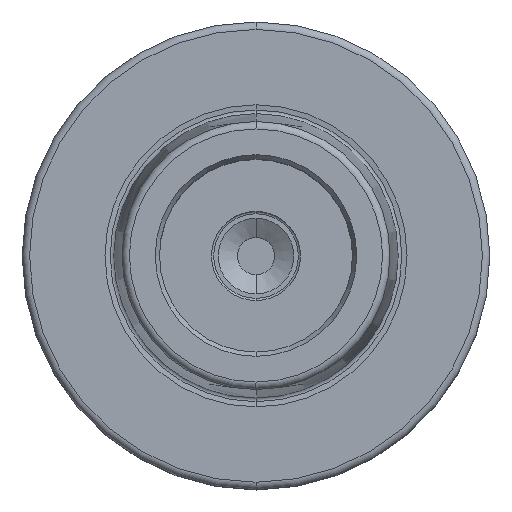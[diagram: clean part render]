
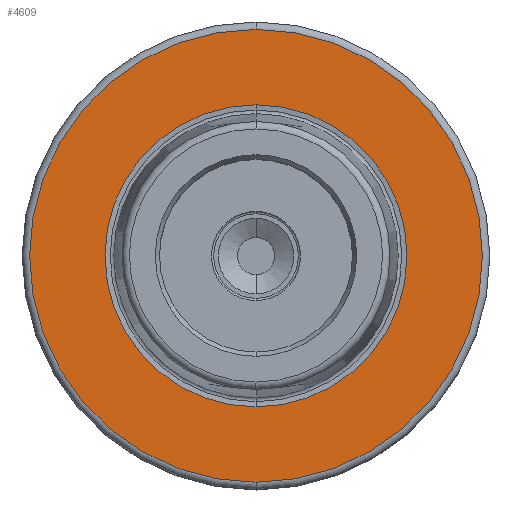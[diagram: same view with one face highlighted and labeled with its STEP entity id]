
A CAD part, top view. The second image highlights one B-rep face of the part: STEP entity #4609.
In plain terms, the highlighted planar face has unit normal (0, 0, 1).
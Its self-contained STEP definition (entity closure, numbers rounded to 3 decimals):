
#168=CARTESIAN_POINT('',(0,0,26));
#169=DIRECTION('',(0,0,1));
#170=DIRECTION('',(0,1,0));
#171=AXIS2_PLACEMENT_3D('',#168,#169,#170);
#173=CARTESIAN_POINT('',(0,0,26));
#174=DIRECTION('',(0,0,1));
#175=DIRECTION('',(0,-1,0));
#176=AXIS2_PLACEMENT_3D('',#173,#174,#175);
#186=CARTESIAN_POINT('',(0,0,26));
#187=DIRECTION('',(0,0,1));
#188=DIRECTION('',(0,1,0));
#189=AXIS2_PLACEMENT_3D('',#186,#187,#188);
#191=CARTESIAN_POINT('',(0,0,26));
#192=DIRECTION('',(0,0,-1));
#193=DIRECTION('',(0,1,0));
#194=AXIS2_PLACEMENT_3D('',#191,#192,#193);
#3738=CARTESIAN_POINT('',(0,20.344,26));
#3740=VERTEX_POINT('',#3738);
#3768=CARTESIAN_POINT('',(0,-20.344,26));
#3770=VERTEX_POINT('',#3768);
#3814=CARTESIAN_POINT('',(0,30.5,26));
#3815=CARTESIAN_POINT('',(0,-30.5,26));
#3816=VERTEX_POINT('',#3814);
#3817=VERTEX_POINT('',#3815);
#4593=CARTESIAN_POINT('',(0,0,26));
#4594=DIRECTION('',(0,0,-1));
#4595=DIRECTION('',(0,-1,0));
#4596=AXIS2_PLACEMENT_3D('',#4593,#4594,#4595);
#4597=PLANE('',#4596);
#4599=ORIENTED_EDGE('',*,*,#4598,.F.);
#4600=ORIENTED_EDGE('',*,*,#4583,.F.);
#4601=EDGE_LOOP('',(#4599,#4600));
#4602=FACE_OUTER_BOUND('',#4601,.F.);
#4604=ORIENTED_EDGE('',*,*,#4603,.T.);
#4606=ORIENTED_EDGE('',*,*,#4605,.F.);
#4607=EDGE_LOOP('',(#4604,#4606));
#4608=FACE_BOUND('',#4607,.F.);
#4609=ADVANCED_FACE('',(#4602,#4608),#4597,.F.);
#172=CIRCLE('',#171,30.5);
#177=CIRCLE('',#176,30.5);
#190=CIRCLE('',#189,20.344);
#195=CIRCLE('',#194,20.344);
#4583=EDGE_CURVE('',#3817,#3816,#177,.T.);
#4598=EDGE_CURVE('',#3816,#3817,#172,.T.);
#4603=EDGE_CURVE('',#3740,#3770,#190,.T.);
#4605=EDGE_CURVE('',#3740,#3770,#195,.T.);
